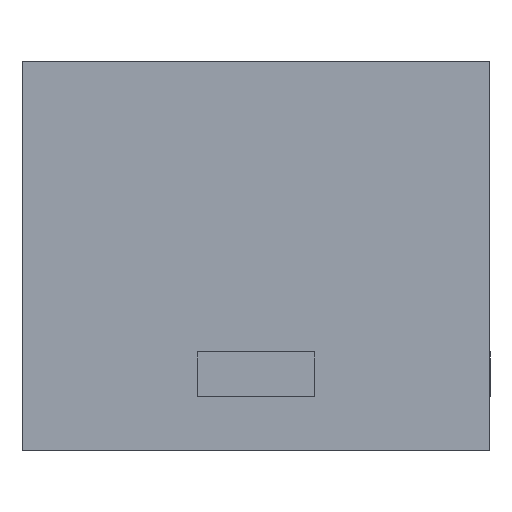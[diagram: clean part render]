
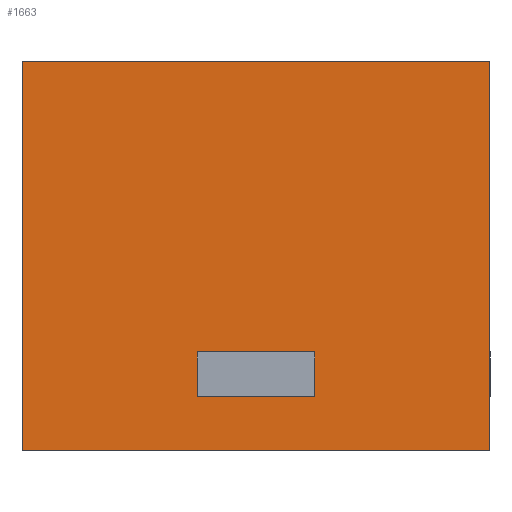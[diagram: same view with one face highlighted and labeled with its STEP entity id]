
A CAD part, front view. The second image highlights one B-rep face of the part: STEP entity #1663.
In plain terms, the highlighted planar face has unit normal (0, -1, 0).
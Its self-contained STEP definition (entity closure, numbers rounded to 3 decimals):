
#378=ORIENTED_EDGE('',*,*,#712,.F.);
#379=ORIENTED_EDGE('',*,*,#707,.T.);
#380=ORIENTED_EDGE('',*,*,#713,.F.);
#381=ORIENTED_EDGE('',*,*,#693,.T.);
#382=ORIENTED_EDGE('',*,*,#749,.T.);
#383=ORIENTED_EDGE('',*,*,#751,.F.);
#384=ORIENTED_EDGE('',*,*,#752,.F.);
#385=ORIENTED_EDGE('',*,*,#746,.T.);
#693=EDGE_CURVE('',#916,#917,#1081,.T.);
#707=EDGE_CURVE('',#930,#931,#1089,.T.);
#712=EDGE_CURVE('',#930,#917,#1092,.T.);
#713=EDGE_CURVE('',#916,#931,#1093,.F.);
#746=EDGE_CURVE('',#953,#952,#1122,.T.);
#749=EDGE_CURVE('',#952,#954,#1125,.T.);
#751=EDGE_CURVE('',#955,#954,#1127,.T.);
#752=EDGE_CURVE('',#953,#955,#1128,.T.);
#916=VERTEX_POINT('',#2813);
#917=VERTEX_POINT('',#2814);
#930=VERTEX_POINT('',#2842);
#931=VERTEX_POINT('',#2843);
#952=VERTEX_POINT('',#2916);
#953=VERTEX_POINT('',#2918);
#954=VERTEX_POINT('',#2922);
#955=VERTEX_POINT('',#2926);
#1081=LINE('',#2812,#1259);
#1089=LINE('',#2841,#1267);
#1092=LINE('',#2851,#1270);
#1093=LINE('',#2853,#1271);
#1122=LINE('',#2917,#1300);
#1125=LINE('',#2923,#1303);
#1127=LINE('',#2927,#1305);
#1128=LINE('',#2929,#1306);
#1259=VECTOR('',#2323,1000.);
#1267=VECTOR('',#2345,1000.);
#1270=VECTOR('',#2354,1000.);
#1271=VECTOR('',#2357,1000.);
#1300=VECTOR('',#2418,1000.);
#1303=VECTOR('',#2423,1000.);
#1305=VECTOR('',#2427,1000.);
#1306=VECTOR('',#2430,1000.);
#1436=EDGE_LOOP('',(#378,#379,#380,#381));
#1437=EDGE_LOOP('',(#382,#383,#384,#385));
#1528=FACE_BOUND('',#1436,.T.);
#1529=FACE_BOUND('',#1437,.T.);
#1596=PLANE('',#2105);
#1663=ADVANCED_FACE('',(#1528,#1529),#1596,.F.);
#2105=AXIS2_PLACEMENT_3D('',#2928,#2428,#2429);
#2323=DIRECTION('',(1.,0.,0.));
#2345=DIRECTION('',(-1.,0.,0.));
#2354=DIRECTION('',(0.,0.,1.));
#2357=DIRECTION('',(0.,0.,1.));
#2418=DIRECTION('',(0.,0.,-1.));
#2423=DIRECTION('',(1.,0.,0.));
#2427=DIRECTION('',(0.,0.,-1.));
#2428=DIRECTION('',(0.,1.,0.));
#2429=DIRECTION('',(0.,0.,1.));
#2430=DIRECTION('',(1.,0.,0.));
#2812=CARTESIAN_POINT('',(-0.3,-0.5,0.127));
#2813=CARTESIAN_POINT('',(-0.075,-0.5,0.127));
#2814=CARTESIAN_POINT('',(0.075,-0.5,0.127));
#2841=CARTESIAN_POINT('',(0.075,-0.5,0.07));
#2842=CARTESIAN_POINT('',(0.075,-0.5,0.07));
#2843=CARTESIAN_POINT('',(-0.075,-0.5,0.07));
#2851=CARTESIAN_POINT('',(0.075,-0.5,0.07));
#2853=CARTESIAN_POINT('',(-0.075,-0.5,0.07));
#2916=CARTESIAN_POINT('',(-0.3,-0.5,0.));
#2917=CARTESIAN_POINT('',(-0.3,-0.5,0.5));
#2918=CARTESIAN_POINT('',(-0.3,-0.5,0.5));
#2922=CARTESIAN_POINT('',(0.3,-0.5,0.));
#2923=CARTESIAN_POINT('',(-0.3,-0.5,0.));
#2926=CARTESIAN_POINT('',(0.3,-0.5,0.5));
#2927=CARTESIAN_POINT('',(0.3,-0.5,0.5));
#2928=CARTESIAN_POINT('',(-0.3,-0.5,0.5));
#2929=CARTESIAN_POINT('',(-0.3,-0.5,0.5));
